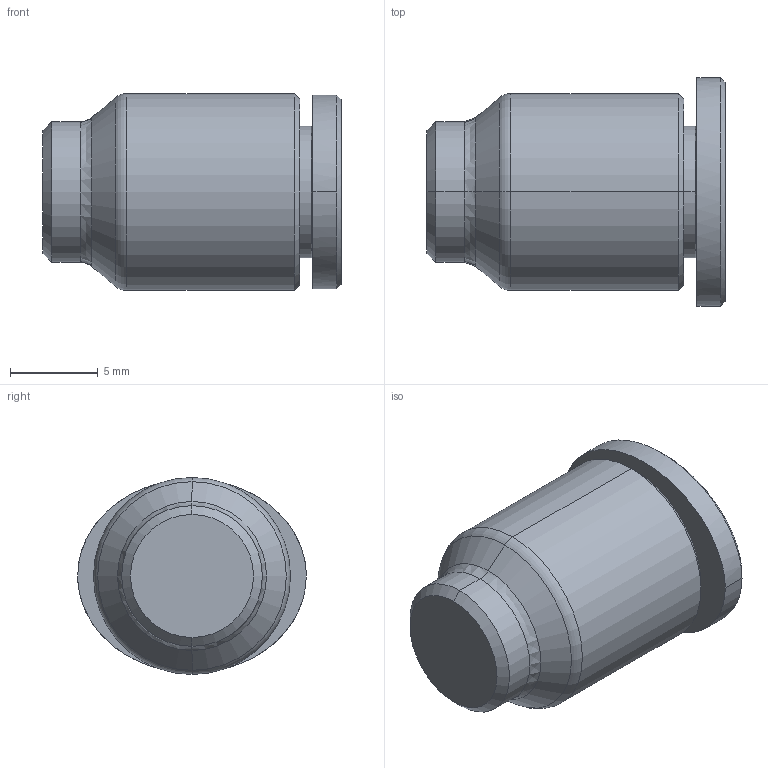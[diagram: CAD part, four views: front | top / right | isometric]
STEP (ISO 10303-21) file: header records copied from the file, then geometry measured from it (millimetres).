
FILE_DESCRIPTION((''),'2;1');
FILE_NAME('GPPF_06(3D).stp','2012-12-26T18:26:34',(''),(''),'Mechanical Desktop.R8.0.24.0','Mechanical Desktop.R8.0.24.0',', , ');
FILE_SCHEMA(('CONFIG_CONTROL_DESIGN'));
Length unit declared in the file: millimetre
Products named in the file (2): GPPF_06(3D); ºÎÇ°1
Assembly tree (1 placements, depth 2):
  GPPF_06(3D)
    ºÎÇ°1
Bounding box: 16.95 x 13 x 11.2 mm (x, y, z)
Volume: 1008.3 mm3; surface area: 1143.3 mm2
Topology: 1 solids, 1 shells, 230 faces, 629 edges, 414 vertices
Faces by surface type: plane 169, bspline 32, cylinder 19, cone 8, torus 2
Entity records: 8182 total; most frequent: CARTESIAN_POINT 2281, ORIENTED_EDGE 1258, DIRECTION 1125, EDGE_CURVE 629, VECTOR 517, LINE 517, VERTEX_POINT 414, AXIS2_PLACEMENT_3D 304
